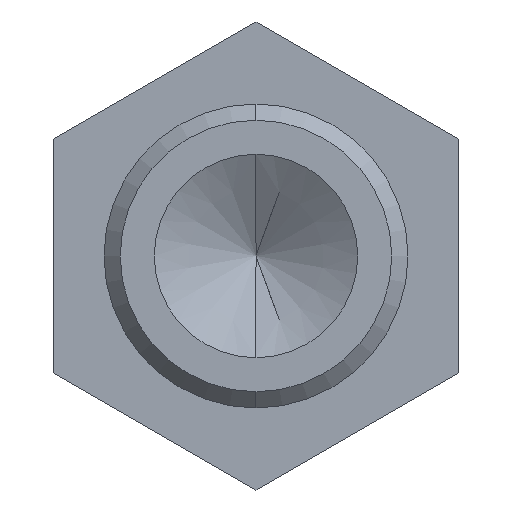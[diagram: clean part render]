
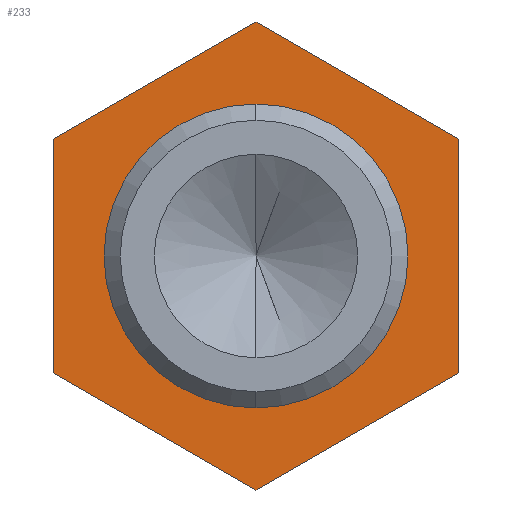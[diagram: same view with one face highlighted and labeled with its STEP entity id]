
A CAD part, left-side view. The second image highlights one B-rep face of the part: STEP entity #233.
In plain terms, the highlighted planar face has unit normal (-1, 0, 0).
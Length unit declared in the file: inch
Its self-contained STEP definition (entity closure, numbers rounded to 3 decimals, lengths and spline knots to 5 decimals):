
#11 = EDGE_CURVE ( 'NONE', #382, #494, #736, .T. ) ;
#12 = ORIENTED_EDGE ( 'NONE', *, *, #112, .F. ) ;
#48 = CARTESIAN_POINT ( 'NONE',  ( 0.28, 0.25, 0.14434 ) ) ;
#73 = DIRECTION ( 'NONE',  ( 0., 0., -1. ) ) ;
#98 = DIRECTION ( 'NONE',  ( 0., 0., 1. ) ) ;
#101 = CARTESIAN_POINT ( 'NONE',  ( 0.28, 0., 0.1875 ) ) ;
#103 = EDGE_LOOP ( 'NONE', ( #153, #12, #816, #587, #200, #575 ) ) ;
#112 = EDGE_CURVE ( 'NONE', #822, #378, #316, .T. ) ;
#126 = EDGE_CURVE ( 'NONE', #407, #284, #901, .T. ) ;
#131 = VECTOR ( 'NONE', #905, 39.37008 ) ;
#142 = ORIENTED_EDGE ( 'NONE', *, *, #930, .T. ) ;
#153 = ORIENTED_EDGE ( 'NONE', *, *, #609, .F. ) ;
#169 = CARTESIAN_POINT ( 'NONE',  ( 0.28, 0., 0. ) ) ;
#200 = ORIENTED_EDGE ( 'NONE', *, *, #301, .F. ) ;
#230 = DIRECTION ( 'NONE',  ( 1., 0., 0. ) ) ;
#233 = ADVANCED_FACE ( 'NONE', ( #929, #424 ), #778, .F. ) ;
#239 = CARTESIAN_POINT ( 'NONE',  ( 0.28, 0., -0.28868 ) ) ;
#257 = EDGE_CURVE ( 'NONE', #862, #556, #514, .T. ) ;
#284 = VERTEX_POINT ( 'NONE', #431 ) ;
#301 = EDGE_CURVE ( 'NONE', #494, #407, #796, .T. ) ;
#302 = DIRECTION ( 'NONE',  ( 0., 0.866, 0.5 ) ) ;
#316 = LINE ( 'NONE', #469, #803 ) ;
#328 = DIRECTION ( 'NONE',  ( 0., -0.866, -0.5 ) ) ;
#354 = CARTESIAN_POINT ( 'NONE',  ( 0.28, 0.25, 0.14434 ) ) ;
#378 = VERTEX_POINT ( 'NONE', #913 ) ;
#382 = VERTEX_POINT ( 'NONE', #489 ) ;
#394 = CARTESIAN_POINT ( 'NONE',  ( 0.28, -0.25, 0.14434 ) ) ;
#401 = VECTOR ( 'NONE', #302, 39.37008 ) ;
#407 = VERTEX_POINT ( 'NONE', #354 ) ;
#424 = FACE_BOUND ( 'NONE', #442, .T. ) ;
#431 = CARTESIAN_POINT ( 'NONE',  ( 0.28, 0., 0.28868 ) ) ;
#442 = EDGE_LOOP ( 'NONE', ( #142, #590 ) ) ;
#469 = CARTESIAN_POINT ( 'NONE',  ( 0.28, -0.25, 0.14434 ) ) ;
#489 = CARTESIAN_POINT ( 'NONE',  ( 0.28, 0., -0.28868 ) ) ;
#494 = VERTEX_POINT ( 'NONE', #922 ) ;
#514 = CIRCLE ( 'NONE', #640, 0.1875 ) ;
#535 = CIRCLE ( 'NONE', #850, 0.1875 ) ;
#542 = LINE ( 'NONE', #761, #924 ) ;
#556 = VERTEX_POINT ( 'NONE', #101 ) ;
#567 = DIRECTION ( 'NONE',  ( 1., 0., 0. ) ) ;
#572 = DIRECTION ( 'NONE',  ( 1., 0., 0. ) ) ;
#575 = ORIENTED_EDGE ( 'NONE', *, *, #11, .F. ) ;
#587 = ORIENTED_EDGE ( 'NONE', *, *, #126, .F. ) ;
#590 = ORIENTED_EDGE ( 'NONE', *, *, #257, .T. ) ;
#598 = CARTESIAN_POINT ( 'NONE',  ( 0.28, 0., 0. ) ) ;
#609 = EDGE_CURVE ( 'NONE', #378, #382, #881, .T. ) ;
#640 = AXIS2_PLACEMENT_3D ( 'NONE', #169, #572, #73 ) ;
#666 = CARTESIAN_POINT ( 'NONE',  ( 0.28, 0.25, -0.14434 ) ) ;
#671 = CARTESIAN_POINT ( 'NONE',  ( 0.28, 0., -0.1875 ) ) ;
#676 = DIRECTION ( 'NONE',  ( 0., 0., -1. ) ) ;
#697 = CARTESIAN_POINT ( 'NONE',  ( 0.28, 0., 0. ) ) ;
#710 = DIRECTION ( 'NONE',  ( 0., 0., -1. ) ) ;
#713 = VECTOR ( 'NONE', #98, 39.37008 ) ;
#730 = CARTESIAN_POINT ( 'NONE',  ( 0.28, -0.25, -0.14434 ) ) ;
#736 = LINE ( 'NONE', #239, #401 ) ;
#761 = CARTESIAN_POINT ( 'NONE',  ( 0.28, 0., 0.28868 ) ) ;
#774 = EDGE_CURVE ( 'NONE', #284, #822, #542, .T. ) ;
#778 = PLANE ( 'NONE',  #848 ) ;
#796 = LINE ( 'NONE', #666, #713 ) ;
#803 = VECTOR ( 'NONE', #890, 39.37008 ) ;
#808 = DIRECTION ( 'NONE',  ( 0., 0.866, -0.5 ) ) ;
#816 = ORIENTED_EDGE ( 'NONE', *, *, #774, .F. ) ;
#822 = VERTEX_POINT ( 'NONE', #394 ) ;
#848 = AXIS2_PLACEMENT_3D ( 'NONE', #697, #567, #710 ) ;
#850 = AXIS2_PLACEMENT_3D ( 'NONE', #598, #230, #676 ) ;
#862 = VERTEX_POINT ( 'NONE', #671 ) ;
#863 = VECTOR ( 'NONE', #808, 39.37008 ) ;
#881 = LINE ( 'NONE', #730, #863 ) ;
#890 = DIRECTION ( 'NONE',  ( 0., 0., -1. ) ) ;
#901 = LINE ( 'NONE', #48, #131 ) ;
#905 = DIRECTION ( 'NONE',  ( 0., -0.866, 0.5 ) ) ;
#913 = CARTESIAN_POINT ( 'NONE',  ( 0.28, -0.25, -0.14434 ) ) ;
#922 = CARTESIAN_POINT ( 'NONE',  ( 0.28, 0.25, -0.14434 ) ) ;
#924 = VECTOR ( 'NONE', #328, 39.37008 ) ;
#929 = FACE_OUTER_BOUND ( 'NONE', #103, .T. ) ;
#930 = EDGE_CURVE ( 'NONE', #556, #862, #535, .T. ) ;
